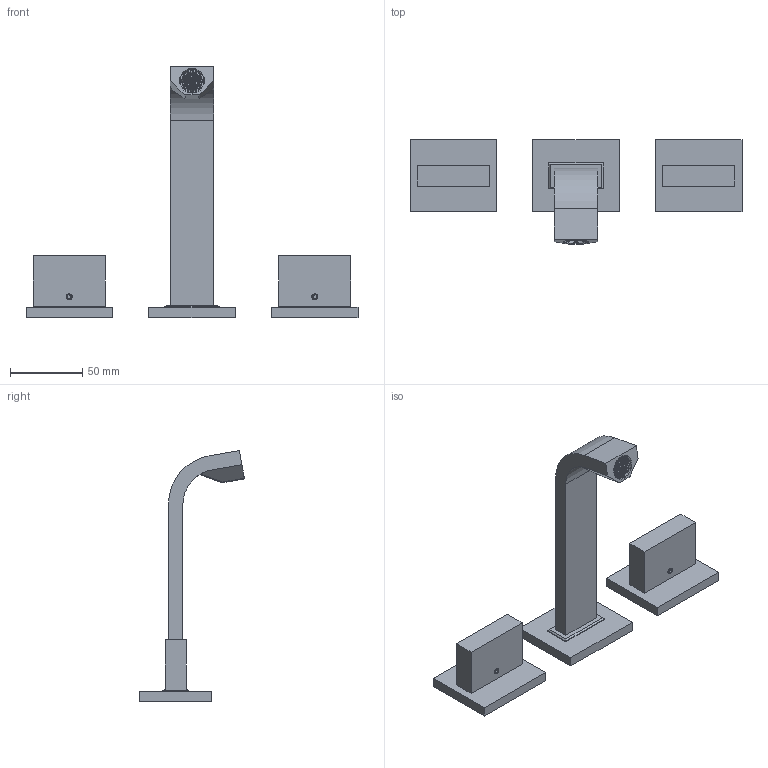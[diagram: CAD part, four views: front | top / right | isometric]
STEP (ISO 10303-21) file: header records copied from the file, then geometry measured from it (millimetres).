
FILE_DESCRIPTION((''),'2;1');
FILE_NAME('LEP003CR','2021-04-09T16:30:59',('ut3'),('PAFFONI SpA'),'CREO PARAMETRIC BY PTC INC, 2020044','CREO PARAMETRIC BY PTC INC, 2020044','');
FILE_SCHEMA(('CONFIG_CONTROL_DESIGN','SHAPE_APPEARANCE_LAYERS_GROUPS'));
Products named in the file (1): LEP003CR
Bounding box: 230 x 72.6 x 173.92 mm (x, y, z)
Volume: 109816.3 mm3; surface area: 72267.1 mm2
Topology: 4 solids, 4 shells, 2424 faces, 6580 edges, 4210 vertices
Faces by surface type: plane 1866, cylinder 385, bspline 85, cone 44, torus 42, sphere 2
Entity records: 114741 total; most frequent: CARTESIAN_POINT 42777, ORIENTED_EDGE 13140, DIRECTION 9219, EDGE_CURVE 6570, VERTEX_POINT 4210, VECTOR 3425, LINE 3425, AXIS2_PLACEMENT_3D 2897
